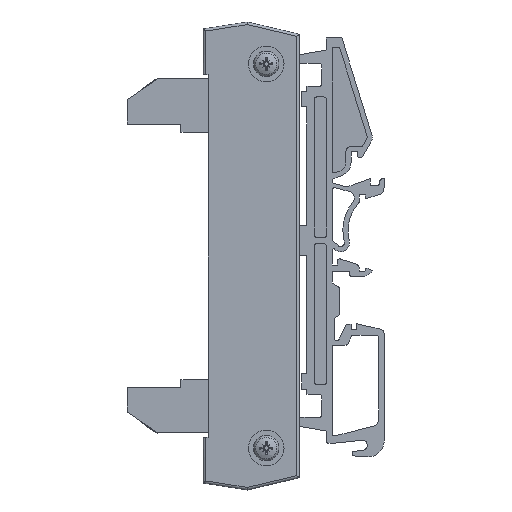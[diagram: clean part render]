
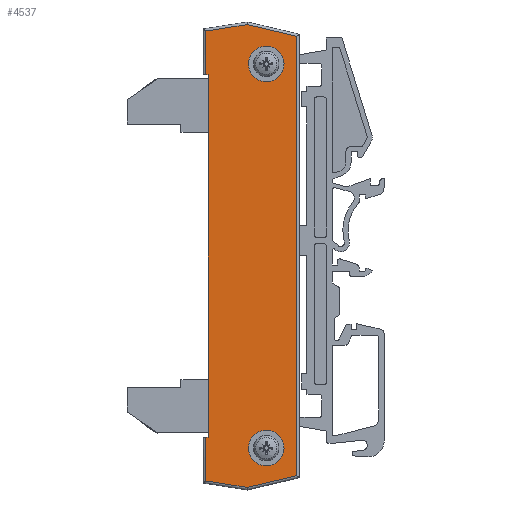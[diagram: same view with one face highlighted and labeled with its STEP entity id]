
A CAD part, left-side view. The second image highlights one B-rep face of the part: STEP entity #4537.
In plain terms, the highlighted face is planar.
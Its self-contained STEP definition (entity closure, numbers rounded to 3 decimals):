
#4076=CARTESIAN_POINT('',(-16.628,6.238,5.0));
#4077=VERTEX_POINT('',#4076);
#4084=CARTESIAN_POINT('',(54.672,6.238,5.0));
#4085=VERTEX_POINT('',#4084);
#4086=CARTESIAN_POINT('',(54.672,6.238,5.0));
#4087=DIRECTION('',(-1.0,0.0,0.0));
#4088=VECTOR('',#4087,71.3);
#4089=LINE('',#4086,#4088);
#4090=EDGE_CURVE('',#4085,#4077,#4089,.T.);
#4333=CARTESIAN_POINT('',(60.272,-5.162,5.0));
#4334=VERTEX_POINT('',#4333);
#4335=CARTESIAN_POINT('',(56.772,-5.162,5.0));
#4336=DIRECTION('',(0.0,0.0,-1.0));
#4337=DIRECTION('',(-1.0,0.0,0.0));
#4338=AXIS2_PLACEMENT_3D('',#4335,#4336,#4337);
#4339=CIRCLE('',#4338,3.5);
#4340=EDGE_CURVE('',#4334,#4334,#4339,.T.);
#4373=CARTESIAN_POINT('',(-15.228,-5.162,5.0));
#4374=VERTEX_POINT('',#4373);
#4375=CARTESIAN_POINT('',(-18.728,-5.162,5.0));
#4376=DIRECTION('',(0.0,0.0,-1.0));
#4377=DIRECTION('',(-1.0,0.0,0.0));
#4378=AXIS2_PLACEMENT_3D('',#4375,#4376,#4377);
#4379=CIRCLE('',#4378,3.5);
#4380=EDGE_CURVE('',#4374,#4374,#4379,.T.);
#4414=CARTESIAN_POINT('',(54.672,6.738,5.0));
#4415=VERTEX_POINT('',#4414);
#4416=CARTESIAN_POINT('',(54.672,6.738,5.0));
#4417=DIRECTION('',(0.0,-1.0,0.0));
#4418=VECTOR('',#4417,0.5);
#4419=LINE('',#4416,#4418);
#4420=EDGE_CURVE('',#4415,#4085,#4419,.T.);
#4445=CARTESIAN_POINT('',(-16.628,6.738,5.0));
#4446=VERTEX_POINT('',#4445);
#4454=CARTESIAN_POINT('',(-16.628,6.238,5.0));
#4455=DIRECTION('',(0.0,1.0,0.0));
#4456=VECTOR('',#4455,0.5);
#4457=LINE('',#4454,#4456);
#4458=EDGE_CURVE('',#4077,#4446,#4457,.T.);
#4467=CARTESIAN_POINT('',(19.022,-2.126,5.0));
#4468=DIRECTION('',(0.0,0.0,1.0));
#4469=DIRECTION('',(1.0,0.0,0.0));
#4470=AXIS2_PLACEMENT_3D('',#4467,#4468,#4469);
#4471=PLANE('',#4470);
#4472=ORIENTED_EDGE('',*,*,#4420,.T.);
#4473=ORIENTED_EDGE('',*,*,#4090,.T.);
#4474=ORIENTED_EDGE('',*,*,#4458,.T.);
#4475=CARTESIAN_POINT('',(-25.176,6.738,5.0));
#4476=VERTEX_POINT('',#4475);
#4477=CARTESIAN_POINT('',(-25.176,6.738,5.0));
#4478=DIRECTION('',(1.0,0.0,0.0));
#4479=VECTOR('',#4478,8.548);
#4480=LINE('',#4477,#4479);
#4481=EDGE_CURVE('',#4476,#4446,#4480,.T.);
#4482=ORIENTED_EDGE('',*,*,#4481,.F.);
#4483=CARTESIAN_POINT('',(-26.459,-1.405,5.0));
#4484=VERTEX_POINT('',#4483);
#4485=CARTESIAN_POINT('',(-26.459,-1.405,5.0));
#4486=DIRECTION('',(0.156,0.988,0.0));
#4487=VECTOR('',#4486,8.244);
#4488=LINE('',#4485,#4487);
#4489=EDGE_CURVE('',#4484,#4476,#4488,.T.);
#4490=ORIENTED_EDGE('',*,*,#4489,.F.);
#4491=CARTESIAN_POINT('',(-24.157,-11.162,5.0));
#4492=VERTEX_POINT('',#4491);
#4493=CARTESIAN_POINT('',(-24.157,-11.162,5.0));
#4494=DIRECTION('',(-0.23,0.973,0.0));
#4495=VECTOR('',#4494,10.024);
#4496=LINE('',#4493,#4495);
#4497=EDGE_CURVE('',#4492,#4484,#4496,.T.);
#4498=ORIENTED_EDGE('',*,*,#4497,.F.);
#4499=CARTESIAN_POINT('',(62.201,-11.162,5.0));
#4500=VERTEX_POINT('',#4499);
#4501=CARTESIAN_POINT('',(62.201,-11.162,5.0));
#4502=DIRECTION('',(-1.0,0.0,0.0));
#4503=VECTOR('',#4502,86.358);
#4504=LINE('',#4501,#4503);
#4505=EDGE_CURVE('',#4500,#4492,#4504,.T.);
#4506=ORIENTED_EDGE('',*,*,#4505,.F.);
#4507=CARTESIAN_POINT('',(64.503,-1.405,5.0));
#4508=VERTEX_POINT('',#4507);
#4509=CARTESIAN_POINT('',(64.503,-1.405,5.0));
#4510=DIRECTION('',(-0.23,-0.973,0.0));
#4511=VECTOR('',#4510,10.024);
#4512=LINE('',#4509,#4511);
#4513=EDGE_CURVE('',#4508,#4500,#4512,.T.);
#4514=ORIENTED_EDGE('',*,*,#4513,.F.);
#4515=CARTESIAN_POINT('',(63.22,6.738,5.0));
#4516=VERTEX_POINT('',#4515);
#4517=CARTESIAN_POINT('',(63.22,6.738,5.0));
#4518=DIRECTION('',(0.156,-0.988,0.0));
#4519=VECTOR('',#4518,8.244);
#4520=LINE('',#4517,#4519);
#4521=EDGE_CURVE('',#4516,#4508,#4520,.T.);
#4522=ORIENTED_EDGE('',*,*,#4521,.F.);
#4523=CARTESIAN_POINT('',(54.672,6.738,5.0));
#4524=DIRECTION('',(1.0,0.0,0.0));
#4525=VECTOR('',#4524,8.548);
#4526=LINE('',#4523,#4525);
#4527=EDGE_CURVE('',#4415,#4516,#4526,.T.);
#4528=ORIENTED_EDGE('',*,*,#4527,.F.);
#4529=EDGE_LOOP('',(#4472,#4473,#4474,#4482,#4490,#4498,#4506,#4514,#4522,#4528));
#4530=FACE_OUTER_BOUND('',#4529,.T.);
#4531=ORIENTED_EDGE('',*,*,#4340,.T.);
#4532=EDGE_LOOP('',(#4531));
#4533=FACE_BOUND('',#4532,.T.);
#4534=ORIENTED_EDGE('',*,*,#4380,.T.);
#4535=EDGE_LOOP('',(#4534));
#4536=FACE_BOUND('',#4535,.T.);
#4537=ADVANCED_FACE('',(#4530,#4533,#4536),#4471,.T.);
